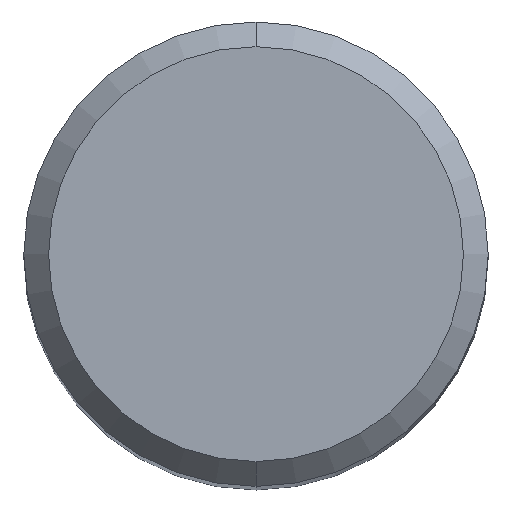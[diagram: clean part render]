
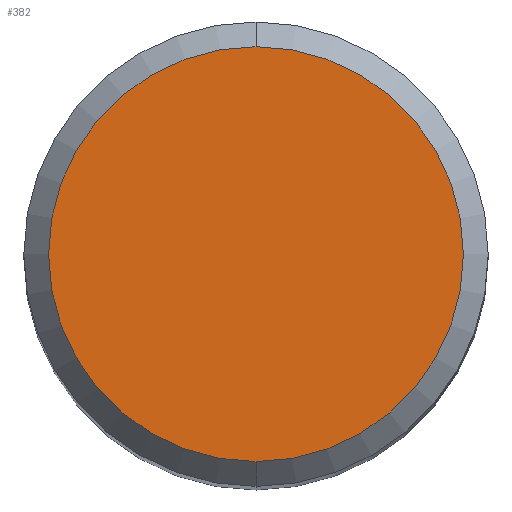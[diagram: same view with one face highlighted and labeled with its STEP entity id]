
A CAD part, top view. The second image highlights one B-rep face of the part: STEP entity #382.
In plain terms, the highlighted planar face has unit normal (0, 0, 1).
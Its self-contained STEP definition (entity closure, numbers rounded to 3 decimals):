
#244=VERTEX_POINT('',#552);
#254=VERTEX_POINT('',#564);
#296=EDGE_CURVE('',#254,#244,#610,.T.);
#320=EDGE_CURVE('',#244,#254,#637,.T.);
#382=ADVANCED_FACE('',(#702),#703,.T.);
#552=CARTESIAN_POINT('',(0.0,6.7,0.0));
#564=CARTESIAN_POINT('',(0.,-6.7,0.0));
#610=CIRCLE('',#1111,6.7);
#637=CIRCLE('',#1221,6.7);
#702=FACE_OUTER_BOUND('',#1330,.T.);
#703=PLANE('',#1331);
#1111=AXIS2_PLACEMENT_3D('',#1637,#1638,#1639);
#1221=AXIS2_PLACEMENT_3D('',#1669,#1670,#1671);
#1330=EDGE_LOOP('',(#1717,#1718));
#1331=AXIS2_PLACEMENT_3D('',#1719,#1720,#1721);
#1637=CARTESIAN_POINT('',(0.0,0.0,0.0));
#1638=DIRECTION('',(0.0,0.0,-1.0));
#1639=DIRECTION('',(0.0,1.0,0.0));
#1669=CARTESIAN_POINT('',(0.0,0.0,0.0));
#1670=DIRECTION('',(0.0,0.0,-1.0));
#1671=DIRECTION('',(0.0,1.0,0.0));
#1717=ORIENTED_EDGE('',*,*,#320,.F.);
#1718=ORIENTED_EDGE('',*,*,#296,.F.);
#1719=CARTESIAN_POINT('',(0.0,3.35,0.0));
#1720=DIRECTION('',(-0.0,0.0,1.0));
#1721=DIRECTION('',(0.0,-1.0,0.0));
